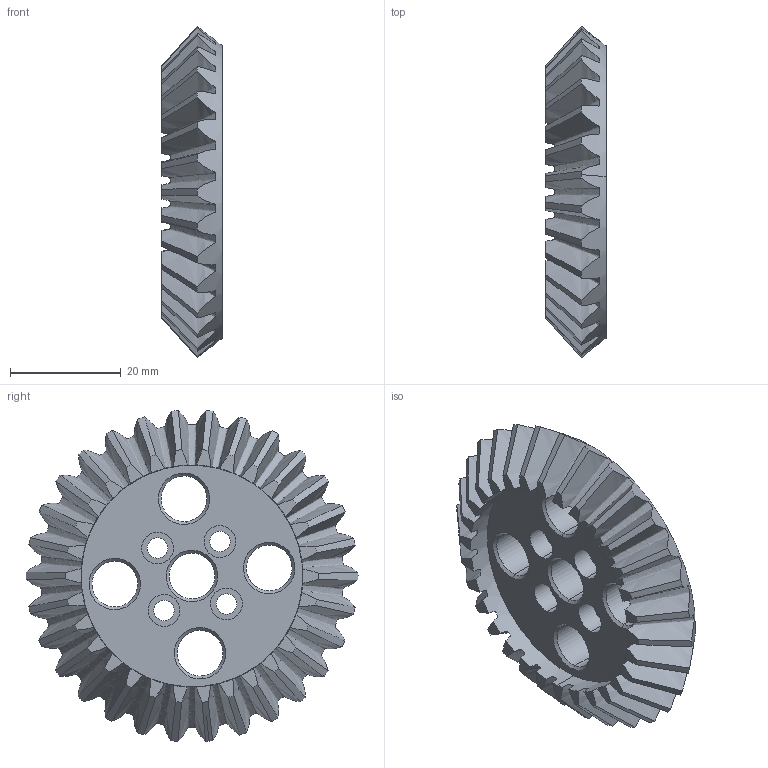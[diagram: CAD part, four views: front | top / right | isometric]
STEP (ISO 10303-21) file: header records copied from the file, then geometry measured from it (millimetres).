
FILE_DESCRIPTION(/* description */ (''),/* implementation_level */ '2;1');
FILE_NAME(/* name */ 'Tetrix_738007_Gear.ipt.stp',/* time_stamp */ '2014-12-18T17:45:40-08:00',/* author */ ('Autodesk Inc.'),/* organization */ ('Autodesk Inc.'),/* preprocessor_version */ 'ST-DEVELOPER v15.6',/* originating_system */ 'Autodesk Inventor 2015',/* authorisation */ '');
FILE_SCHEMA (('AUTOMOTIVE_DESIGN { 1 0 10303 214 3 1 1 }'));
Length unit declared in the file: millimetre
Products named in the file (1): Tetrix_738007_Gear
Bounding box: 10.85 x 59.87 x 59.67 mm (x, y, z)
Volume: 13205.8 mm3; surface area: 8535.6 mm2
Topology: 1 solids, 1 shells, 145 faces, 398 edges, 259 vertices
Faces by surface type: cone 51, plane 36, bspline 30, cylinder 28
Entity records: 8293 total; most frequent: CARTESIAN_POINT 4837, ORIENTED_EDGE 796, DIRECTION 619, EDGE_CURVE 398, AXIS2_PLACEMENT_3D 285, VERTEX_POINT 259, B_SPLINE_CURVE_WITH_KNOTS 180, CIRCLE 169
